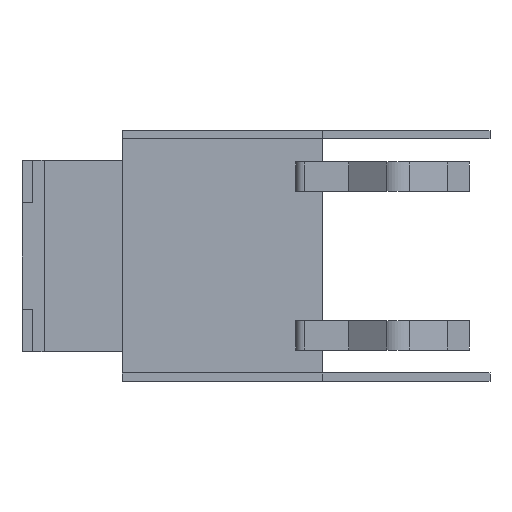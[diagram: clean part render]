
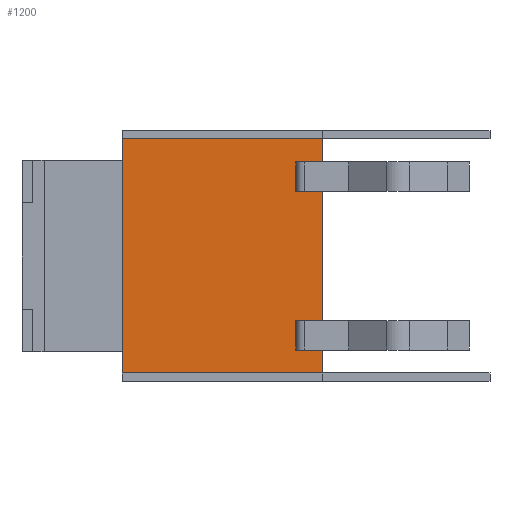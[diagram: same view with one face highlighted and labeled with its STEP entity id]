
A CAD part, left-side view. The second image highlights one B-rep face of the part: STEP entity #1200.
In plain terms, the highlighted planar face has unit normal (-1, 0, 0).
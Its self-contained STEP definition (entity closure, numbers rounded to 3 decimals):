
#37 = DIRECTION ( 'NONE',  ( 0., 0., -1. ) ) ;
#314 = EDGE_CURVE ( 'NONE', #2426, #3118, #2802, .T. ) ;
#383 = EDGE_CURVE ( 'NONE', #5252, #2426, #5564, .T. ) ;
#446 = ORIENTED_EDGE ( 'NONE', *, *, #314, .T. ) ;
#570 = CARTESIAN_POINT ( 'NONE',  ( -3., 4.8, 2.8 ) ) ;
#1031 = CARTESIAN_POINT ( 'NONE',  ( -3., 4.8, -3. ) ) ;
#1129 = VERTEX_POINT ( 'NONE', #2535 ) ;
#1200 = ADVANCED_FACE ( 'NONE', ( #1622 ), #1582, .F. ) ;
#1582 = PLANE ( 'NONE',  #3514 ) ;
#1622 = FACE_OUTER_BOUND ( 'NONE', #4743, .T. ) ;
#1637 = CARTESIAN_POINT ( 'NONE',  ( -3., 0., -3. ) ) ;
#1701 = ORIENTED_EDGE ( 'NONE', *, *, #383, .T. ) ;
#1877 = VECTOR ( 'NONE', #2221, 1000. ) ;
#1896 = CARTESIAN_POINT ( 'NONE',  ( -3., 0., -2.8 ) ) ;
#1963 = ORIENTED_EDGE ( 'NONE', *, *, #5840, .F. ) ;
#2221 = DIRECTION ( 'NONE',  ( 0., 0., 1. ) ) ;
#2426 = VERTEX_POINT ( 'NONE', #4765 ) ;
#2535 = CARTESIAN_POINT ( 'NONE',  ( -3., 4.8, -2.8 ) ) ;
#2546 = ORIENTED_EDGE ( 'NONE', *, *, #4835, .F. ) ;
#2672 = CARTESIAN_POINT ( 'NONE',  ( -3., -3.5, -2.8 ) ) ;
#2802 = LINE ( 'NONE', #7125, #4891 ) ;
#3086 = VECTOR ( 'NONE', #5372, 1000. ) ;
#3118 = VERTEX_POINT ( 'NONE', #570 ) ;
#3180 = VECTOR ( 'NONE', #4878, 1000. ) ;
#3514 = AXIS2_PLACEMENT_3D ( 'NONE', #1031, #4449, #37 ) ;
#3802 = LINE ( 'NONE', #4819, #3086 ) ;
#4449 = DIRECTION ( 'NONE',  ( 1., 0., 0. ) ) ;
#4743 = EDGE_LOOP ( 'NONE', ( #2546, #1963, #1701, #446 ) ) ;
#4765 = CARTESIAN_POINT ( 'NONE',  ( -3., 0., 2.8 ) ) ;
#4819 = CARTESIAN_POINT ( 'NONE',  ( -3., 4.8, -3. ) ) ;
#4835 = EDGE_CURVE ( 'NONE', #1129, #3118, #3802, .T. ) ;
#4878 = DIRECTION ( 'NONE',  ( 0., 1., 0. ) ) ;
#4891 = VECTOR ( 'NONE', #5045, 1000. ) ;
#5045 = DIRECTION ( 'NONE',  ( 0., 1., 0. ) ) ;
#5252 = VERTEX_POINT ( 'NONE', #1896 ) ;
#5372 = DIRECTION ( 'NONE',  ( 0., 0., 1. ) ) ;
#5498 = LINE ( 'NONE', #2672, #3180 ) ;
#5564 = LINE ( 'NONE', #1637, #1877 ) ;
#5840 = EDGE_CURVE ( 'NONE', #5252, #1129, #5498, .T. ) ;
#7125 = CARTESIAN_POINT ( 'NONE',  ( -3., -3.5, 2.8 ) ) ;
